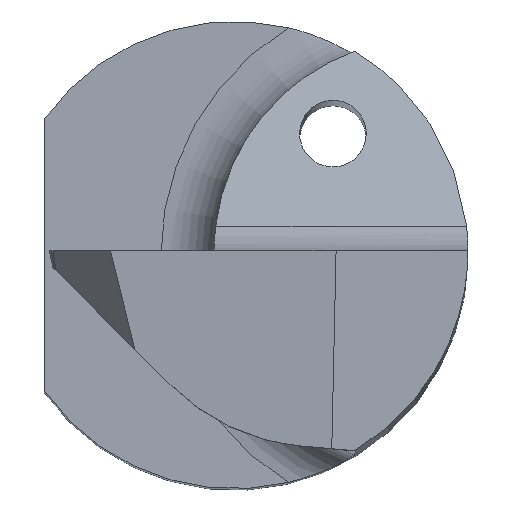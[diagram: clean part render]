
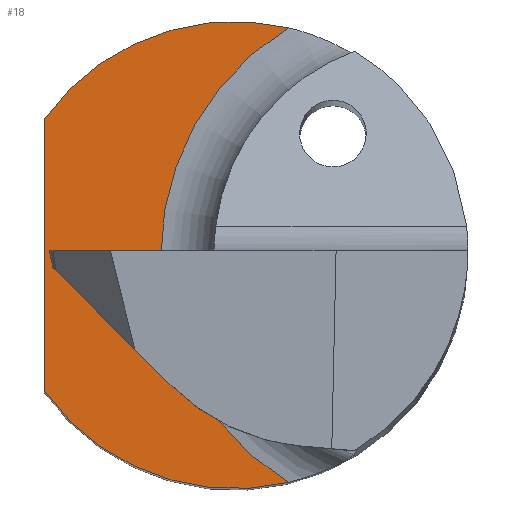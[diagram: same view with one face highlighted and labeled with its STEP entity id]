
A CAD part, top view. The second image highlights one B-rep face of the part: STEP entity #18.
In plain terms, the highlighted planar face has unit normal (0, 0, 1).
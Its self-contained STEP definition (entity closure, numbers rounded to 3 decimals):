
#14 = VERTEX_POINT ( 'NONE', #584 ) ;
#18 = ADVANCED_FACE ( 'NONE', ( #184 ), #853, .T. ) ;
#35 = VERTEX_POINT ( 'NONE', #538 ) ;
#103 = ORIENTED_EDGE ( 'NONE', *, *, #260, .F. ) ;
#153 = DIRECTION ( 'NONE',  ( 0., 0., 1. ) ) ;
#157 = CIRCLE ( 'NONE', #216, 3.5 ) ;
#165 = DIRECTION ( 'NONE',  ( -1., 0., 0. ) ) ;
#184 = FACE_OUTER_BOUND ( 'NONE', #839, .T. ) ;
#216 = AXIS2_PLACEMENT_3D ( 'NONE', #389, #241, #578 ) ;
#226 = CARTESIAN_POINT ( 'NONE',  ( 0.809, -3.405, 15. ) ) ;
#232 = ORIENTED_EDGE ( 'NONE', *, *, #519, .F. ) ;
#241 = DIRECTION ( 'NONE',  ( 0., 0., -1. ) ) ;
#250 = VECTOR ( 'NONE', #518, 1000. ) ;
#252 = CARTESIAN_POINT ( 'NONE',  ( -2.85, 2.032, 15. ) ) ;
#259 = CARTESIAN_POINT ( 'NONE',  ( 0.325, -0.054, 15. ) ) ;
#260 = EDGE_CURVE ( 'NONE', #14, #562, #540, .T. ) ;
#287 = ORIENTED_EDGE ( 'NONE', *, *, #544, .F. ) ;
#291 = CARTESIAN_POINT ( 'NONE',  ( 0., 0., 15. ) ) ;
#322 = EDGE_CURVE ( 'NONE', #562, #567, #157, .T. ) ;
#335 = ORIENTED_EDGE ( 'NONE', *, *, #710, .F. ) ;
#368 = VERTEX_POINT ( 'NONE', #252 ) ;
#389 = CARTESIAN_POINT ( 'NONE',  ( 0., 0., 15. ) ) ;
#408 = AXIS2_PLACEMENT_3D ( 'NONE', #683, #551, #547 ) ;
#412 = CARTESIAN_POINT ( 'NONE',  ( -2.85, -2.032, 15. ) ) ;
#441 = CIRCLE ( 'NONE', #665, 3.991 ) ;
#511 = CIRCLE ( 'NONE', #732, 3.5 ) ;
#518 = DIRECTION ( 'NONE',  ( 0., 1., 0. ) ) ;
#519 = EDGE_CURVE ( 'NONE', #368, #35, #511, .T. ) ;
#537 = ORIENTED_EDGE ( 'NONE', *, *, #322, .F. ) ;
#538 = CARTESIAN_POINT ( 'NONE',  ( 0.809, 3.405, 15. ) ) ;
#540 = CIRCLE ( 'NONE', #408, 3.991 ) ;
#544 = EDGE_CURVE ( 'NONE', #35, #14, #441, .T. ) ;
#547 = DIRECTION ( 'NONE',  ( -1., 0., 0. ) ) ;
#551 = DIRECTION ( 'NONE',  ( 0., 0., 1. ) ) ;
#558 = CARTESIAN_POINT ( 'NONE',  ( 2.891, 0., 15. ) ) ;
#561 = DIRECTION ( 'NONE',  ( 0., 0., -1. ) ) ;
#562 = VERTEX_POINT ( 'NONE', #226 ) ;
#567 = VERTEX_POINT ( 'NONE', #412 ) ;
#578 = DIRECTION ( 'NONE',  ( -1., 0., 0. ) ) ;
#584 = CARTESIAN_POINT ( 'NONE',  ( -1.1, 0., 15. ) ) ;
#591 = AXIS2_PLACEMENT_3D ( 'NONE', #259, #765, #165 ) ;
#618 = DIRECTION ( 'NONE',  ( -1., 0., 0. ) ) ;
#641 = LINE ( 'NONE', #776, #250 ) ;
#665 = AXIS2_PLACEMENT_3D ( 'NONE', #558, #153, #753 ) ;
#683 = CARTESIAN_POINT ( 'NONE',  ( 2.891, 0., 15. ) ) ;
#710 = EDGE_CURVE ( 'NONE', #567, #368, #641, .T. ) ;
#732 = AXIS2_PLACEMENT_3D ( 'NONE', #291, #561, #618 ) ;
#753 = DIRECTION ( 'NONE',  ( -1., 0., 0. ) ) ;
#765 = DIRECTION ( 'NONE',  ( 0., 0., 1. ) ) ;
#776 = CARTESIAN_POINT ( 'NONE',  ( -2.85, 2.032, 15. ) ) ;
#839 = EDGE_LOOP ( 'NONE', ( #232, #335, #537, #103, #287 ) ) ;
#853 = PLANE ( 'NONE',  #591 ) ;
